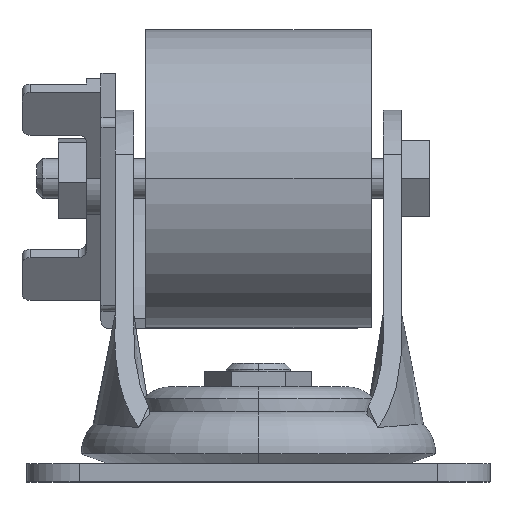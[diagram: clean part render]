
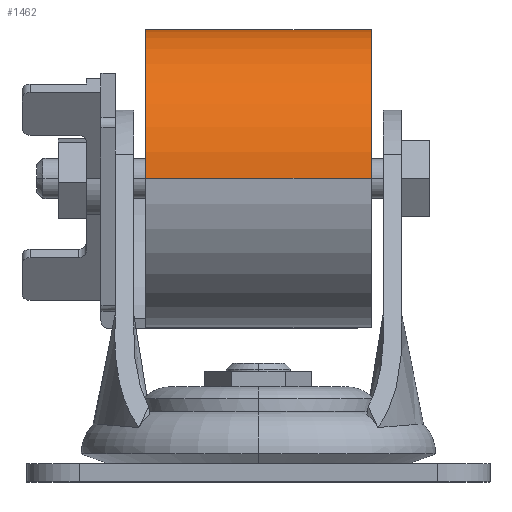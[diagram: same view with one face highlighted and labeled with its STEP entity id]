
A CAD part, top view. The second image highlights one B-rep face of the part: STEP entity #1462.
In plain terms, the highlighted cylindrical face has radius 37 mm (diameter 74 mm), a partial arc.
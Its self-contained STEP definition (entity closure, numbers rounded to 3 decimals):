
#169 = VECTOR ( 'NONE', #5061, 1000. ) ;
#331 = CIRCLE ( 'NONE', #3979, 37. ) ;
#532 = VERTEX_POINT ( 'NONE', #1175 ) ;
#552 = DIRECTION ( 'NONE',  ( -1., 0., 0. ) ) ;
#675 = AXIS2_PLACEMENT_3D ( 'NONE', #5336, #2142, #2102 ) ;
#757 = EDGE_LOOP ( 'NONE', ( #1216, #2276, #6285, #3966 ) ) ;
#798 = CARTESIAN_POINT ( 'NONE',  ( 28., 75.443, -69.875 ) ) ;
#1052 = CARTESIAN_POINT ( 'NONE',  ( 28., 75.443, 4.125 ) ) ;
#1175 = CARTESIAN_POINT ( 'NONE',  ( 28., 75.443, -69.875 ) ) ;
#1216 = ORIENTED_EDGE ( 'NONE', *, *, #5372, .T. ) ;
#1226 = EDGE_CURVE ( 'NONE', #3232, #4503, #331, .T. ) ;
#1439 = DIRECTION ( 'NONE',  ( 0., 0., 1. ) ) ;
#1462 = ADVANCED_FACE ( 'NONE', ( #6252 ), #5040, .T. ) ;
#2102 = DIRECTION ( 'NONE',  ( 0., 0., 1. ) ) ;
#2139 = VERTEX_POINT ( 'NONE', #3274 ) ;
#2142 = DIRECTION ( 'NONE',  ( -1., 0., 0. ) ) ;
#2276 = ORIENTED_EDGE ( 'NONE', *, *, #4256, .T. ) ;
#2433 = DIRECTION ( 'NONE',  ( 0., 0., 1. ) ) ;
#3232 = VERTEX_POINT ( 'NONE', #4711 ) ;
#3274 = CARTESIAN_POINT ( 'NONE',  ( 28., 75.443, 4.125 ) ) ;
#3966 = ORIENTED_EDGE ( 'NONE', *, *, #5139, .F. ) ;
#3979 = AXIS2_PLACEMENT_3D ( 'NONE', #5886, #4447, #2433 ) ;
#4136 = CIRCLE ( 'NONE', #675, 37. ) ;
#4256 = EDGE_CURVE ( 'NONE', #532, #4503, #5360, .T. ) ;
#4317 = DIRECTION ( 'NONE',  ( -1., 0., 0. ) ) ;
#4447 = DIRECTION ( 'NONE',  ( -1., 0., 0. ) ) ;
#4503 = VERTEX_POINT ( 'NONE', #5648 ) ;
#4711 = CARTESIAN_POINT ( 'NONE',  ( -28., 75.443, 4.125 ) ) ;
#5040 = CYLINDRICAL_SURFACE ( 'NONE', #5127, 37. ) ;
#5061 = DIRECTION ( 'NONE',  ( -1., 0., 0. ) ) ;
#5127 = AXIS2_PLACEMENT_3D ( 'NONE', #5949, #552, #1439 ) ;
#5139 = EDGE_CURVE ( 'NONE', #2139, #3232, #5557, .T. ) ;
#5336 = CARTESIAN_POINT ( 'NONE',  ( 28., 75.443, -32.875 ) ) ;
#5360 = LINE ( 'NONE', #798, #6378 ) ;
#5372 = EDGE_CURVE ( 'NONE', #2139, #532, #4136, .T. ) ;
#5557 = LINE ( 'NONE', #1052, #169 ) ;
#5648 = CARTESIAN_POINT ( 'NONE',  ( -28., 75.443, -69.875 ) ) ;
#5886 = CARTESIAN_POINT ( 'NONE',  ( -28., 75.443, -32.875 ) ) ;
#5949 = CARTESIAN_POINT ( 'NONE',  ( 28., 75.443, -32.875 ) ) ;
#6252 = FACE_OUTER_BOUND ( 'NONE', #757, .T. ) ;
#6285 = ORIENTED_EDGE ( 'NONE', *, *, #1226, .F. ) ;
#6378 = VECTOR ( 'NONE', #4317, 1000. ) ;
